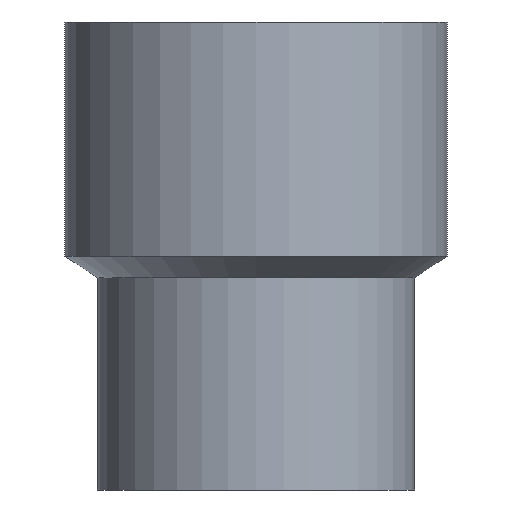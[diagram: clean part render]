
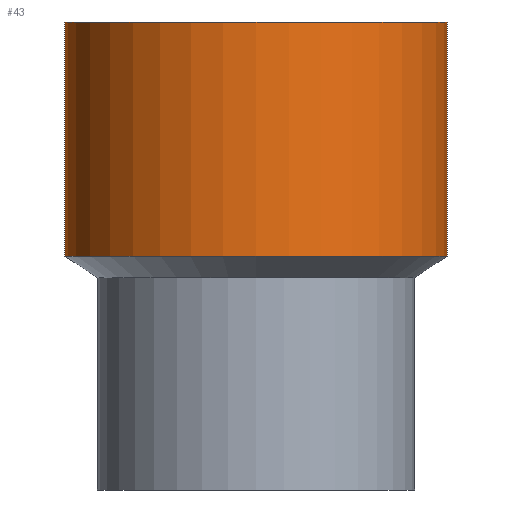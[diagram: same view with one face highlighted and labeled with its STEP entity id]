
A CAD part, front view. The second image highlights one B-rep face of the part: STEP entity #43.
In plain terms, the highlighted cylindrical face has radius 38 mm (diameter 76 mm), a partial arc.
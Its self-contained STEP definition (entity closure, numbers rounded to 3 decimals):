
#43=ADVANCED_FACE('',(#97),#98,.T.);
#97=FACE_OUTER_BOUND('',#163,.T.);
#98=CYLINDRICAL_SURFACE('',#164,38.0);
#163=EDGE_LOOP('',(#223,#224,#225,#226));
#164=AXIS2_PLACEMENT_3D('',#227,#228,#229);
#223=ORIENTED_EDGE('',*,*,#368,.F.);
#224=ORIENTED_EDGE('',*,*,#369,.F.);
#225=ORIENTED_EDGE('',*,*,#370,.F.);
#226=ORIENTED_EDGE('',*,*,#371,.F.);
#227=CARTESIAN_POINT('',(0.0,0.0,69.75));
#228=DIRECTION('',(0.0,0.0,-1.0));
#229=DIRECTION('',(1.0,0.0,0.0));
#368=EDGE_CURVE('',#423,#424,#425,.T.);
#369=EDGE_CURVE('',#426,#423,#427,.T.);
#370=EDGE_CURVE('',#428,#426,#429,.T.);
#371=EDGE_CURVE('',#424,#428,#430,.T.);
#423=VERTEX_POINT('',#500);
#424=VERTEX_POINT('',#501);
#425=LINE('',#502,#503);
#426=VERTEX_POINT('',#504);
#427=CIRCLE('',#505,38.0);
#428=VERTEX_POINT('',#506);
#429=LINE('',#507,#508);
#430=CIRCLE('',#509,38.0);
#500=CARTESIAN_POINT('',(38.0,0.0,93.0));
#501=CARTESIAN_POINT('',(38.0,0.0,46.5));
#502=CARTESIAN_POINT('',(38.0,0.,69.75));
#503=VECTOR('',#590,1.0);
#504=CARTESIAN_POINT('',(-38.0,0.,93.0));
#505=AXIS2_PLACEMENT_3D('',#591,#592,#593);
#506=CARTESIAN_POINT('',(-38.0,0.,46.5));
#507=CARTESIAN_POINT('',(-38.0,0.,69.75));
#508=VECTOR('',#594,1.0);
#509=AXIS2_PLACEMENT_3D('',#595,#596,#597);
#590=DIRECTION('',(0.0,0.0,-1.0));
#591=CARTESIAN_POINT('',(0.0,0.0,93.0));
#592=DIRECTION('',(0.0,0.0,1.0));
#593=DIRECTION('',(1.0,0.0,0.0));
#594=DIRECTION('',(-0.0,-0.0,1.0));
#595=CARTESIAN_POINT('',(0.0,0.0,46.5));
#596=DIRECTION('',(0.0,0.0,-1.0));
#597=DIRECTION('',(1.0,0.0,0.0));
